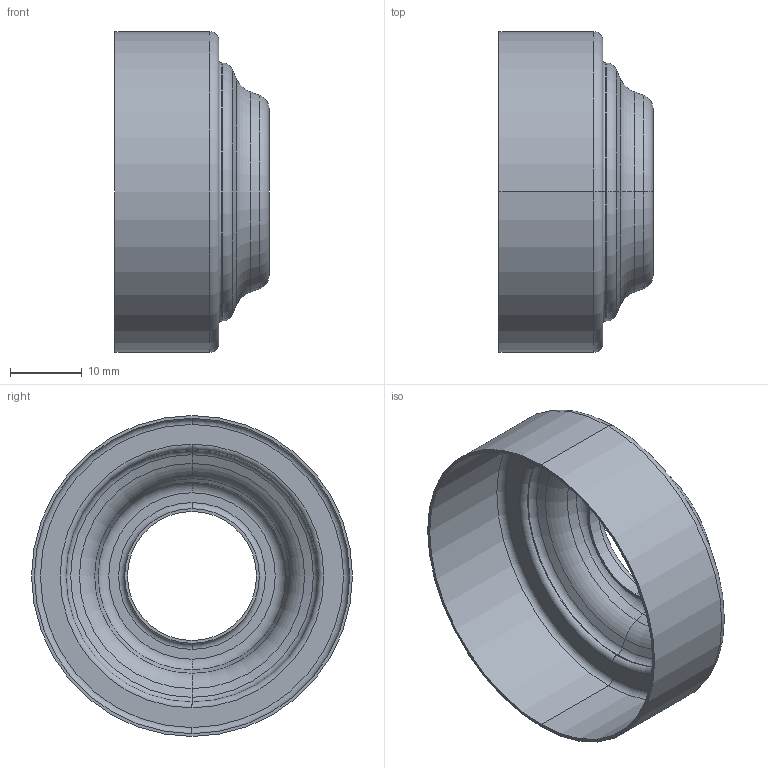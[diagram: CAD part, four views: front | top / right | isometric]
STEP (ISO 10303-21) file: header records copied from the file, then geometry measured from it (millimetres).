
FILE_DESCRIPTION (( 'STEP AP203' ), '1' );
FILE_NAME ('瑞欶-A倰-鹵嫖.STEP', '2021-03-31T02:11:10', ( '2012dnd.com' ), ( '2012dnd.com' ), 'SwSTEP 2.0', 'SolidWorks 2017', '' );
FILE_SCHEMA (( 'CONFIG_CONTROL_DESIGN' ));
Length unit declared in the file: millimetre
Products named in the file (1): 瑞欶-A倰-鹵嫖
Bounding box: 21.5 x 44.8 x 44.8 mm (x, y, z)
Volume: 1479.3 mm3; surface area: 7475.5 mm2
Topology: 1 solids, 1 shells, 50 faces, 100 edges, 56 vertices
Faces by surface type: torus 24, cylinder 12, cone 8, plane 6
Entity records: 1389 total; most frequent: DIRECTION 282, CARTESIAN_POINT 207, ORIENTED_EDGE 200, AXIS2_PLACEMENT_3D 131, EDGE_CURVE 100, CIRCLE 80, VERTEX_POINT 56, EDGE_LOOP 56
